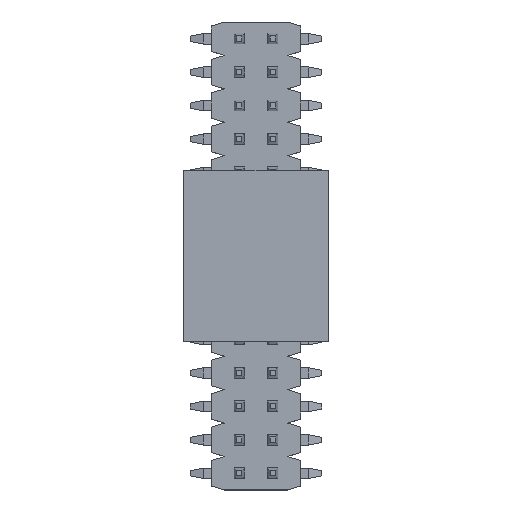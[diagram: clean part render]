
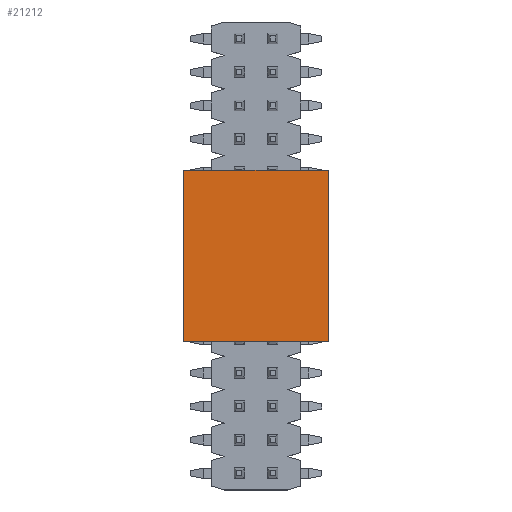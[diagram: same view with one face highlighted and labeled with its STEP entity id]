
A CAD part, top view. The second image highlights one B-rep face of the part: STEP entity #21212.
In plain terms, the highlighted planar face has unit normal (0, 0, 1).
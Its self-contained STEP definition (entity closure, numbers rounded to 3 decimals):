
#1894=ORIENTED_EDGE('',*,*,#5807,.T.);
#1895=ORIENTED_EDGE('',*,*,#5808,.F.);
#1896=ORIENTED_EDGE('',*,*,#5809,.F.);
#1897=ORIENTED_EDGE('',*,*,#5806,.T.);
#5806=EDGE_CURVE('',#7810,#7811,#9478,.T.);
#5807=EDGE_CURVE('',#7811,#7812,#9479,.T.);
#5808=EDGE_CURVE('',#7813,#7812,#9480,.T.);
#5809=EDGE_CURVE('',#7810,#7813,#9481,.T.);
#7810=VERTEX_POINT('',#28832);
#7811=VERTEX_POINT('',#28834);
#7812=VERTEX_POINT('',#28838);
#7813=VERTEX_POINT('',#28840);
#9478=LINE('',#28835,#11562);
#9479=LINE('',#28837,#11563);
#9480=LINE('',#28839,#11564);
#9481=LINE('',#28841,#11565);
#11562=VECTOR('',#24291,1000.);
#11563=VECTOR('',#24294,1000.);
#11564=VECTOR('',#24295,1000.);
#11565=VECTOR('',#24296,1000.);
#12943=EDGE_LOOP('',(#1894,#1895,#1896,#1897));
#13815=FACE_BOUND('',#12943,.T.);
#14649=PLANE('',#22059);
#21212=ADVANCED_FACE('',(#13815),#14649,.F.);
#22059=AXIS2_PLACEMENT_3D('',#28836,#24292,#24293);
#24291=DIRECTION('',(1.,0.,0.));
#24292=DIRECTION('',(0.,0.,-1.));
#24293=DIRECTION('',(0.,1.,0.));
#24294=DIRECTION('',(0.,1.,0.));
#24295=DIRECTION('',(1.,0.,0.));
#24296=DIRECTION('',(0.,1.,0.));
#28832=CARTESIAN_POINT('',(-3.25,-2.75,5.055));
#28834=CARTESIAN_POINT('',(3.25,-2.75,5.055));
#28835=CARTESIAN_POINT('',(-3.25,-2.75,5.055));
#28836=CARTESIAN_POINT('',(-3.25,-2.75,5.055));
#28837=CARTESIAN_POINT('',(3.25,-2.75,5.055));
#28838=CARTESIAN_POINT('',(3.25,2.75,5.055));
#28839=CARTESIAN_POINT('',(-3.25,2.75,5.055));
#28840=CARTESIAN_POINT('',(-3.25,2.75,5.055));
#28841=CARTESIAN_POINT('',(-3.25,-2.75,5.055));
